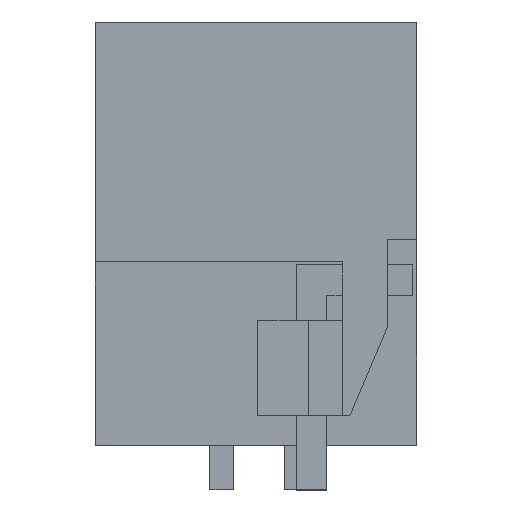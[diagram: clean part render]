
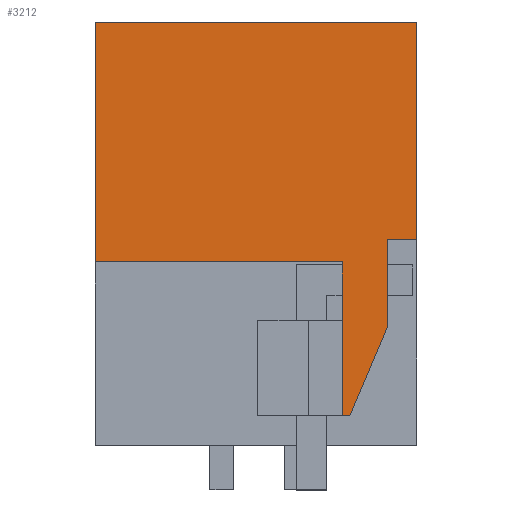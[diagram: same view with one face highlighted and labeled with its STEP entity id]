
A CAD part, left-side view. The second image highlights one B-rep face of the part: STEP entity #3212.
In plain terms, the highlighted planar face has unit normal (-1, 0, 0).
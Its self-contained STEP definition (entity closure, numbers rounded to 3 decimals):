
#3159=AXIS2_PLACEMENT_3D('Plane Axis2P3D',#3156,#3157,#3158) ;
#183=CARTESIAN_POINT('Vertex',(0.,10.8,15.7)) ;
#186=CARTESIAN_POINT('Line Origine',(0.,5.4,15.7)) ;
#190=CARTESIAN_POINT('Vertex',(0.,0.,15.7)) ;
#1469=CARTESIAN_POINT('Line Origine',(0.,0.,12.05)) ;
#1473=CARTESIAN_POINT('Vertex',(0.,0.,8.4)) ;
#2049=CARTESIAN_POINT('Vertex',(0.,10.8,7.65)) ;
#2052=CARTESIAN_POINT('Line Origine',(0.,10.8,11.675)) ;
#3156=CARTESIAN_POINT('Axis2P3D Location',(0.,10.8,-2.)) ;
#3161=CARTESIAN_POINT('Line Origine',(0.,6.65,7.65)) ;
#3165=CARTESIAN_POINT('Vertex',(0.,2.5,7.65)) ;
#3168=CARTESIAN_POINT('Line Origine',(0.,2.5,5.075)) ;
#3172=CARTESIAN_POINT('Vertex',(0.,2.5,2.5)) ;
#3175=CARTESIAN_POINT('Line Origine',(0.,2.375,2.5)) ;
#3179=CARTESIAN_POINT('Vertex',(0.,2.25,2.5)) ;
#3182=CARTESIAN_POINT('Line Origine',(0.,1.623,3.979)) ;
#3186=CARTESIAN_POINT('Vertex',(0.,0.997,5.458)) ;
#3189=CARTESIAN_POINT('Line Origine',(0.,0.997,6.929)) ;
#3193=CARTESIAN_POINT('Vertex',(0.,0.997,8.4)) ;
#3196=CARTESIAN_POINT('Line Origine',(0.,0.498,8.4)) ;
#187=DIRECTION('Vector Direction',(0.,-1.,0.)) ;
#1470=DIRECTION('Vector Direction',(0.,0.,1.)) ;
#2053=DIRECTION('Vector Direction',(0.,0.,1.)) ;
#3157=DIRECTION('Axis2P3D Direction',(-1.,0.,0.)) ;
#3158=DIRECTION('Axis2P3D XDirection',(0.,-1.,0.)) ;
#3162=DIRECTION('Vector Direction',(0.,1.,0.)) ;
#3169=DIRECTION('Vector Direction',(0.,0.,1.)) ;
#3176=DIRECTION('Vector Direction',(0.,-1.,0.)) ;
#3183=DIRECTION('Vector Direction',(0.,0.39,-0.921)) ;
#3190=DIRECTION('Vector Direction',(0.,0.,1.)) ;
#3197=DIRECTION('Vector Direction',(0.,-1.,0.)) ;
#188=VECTOR('Line Direction',#187,1.) ;
#1471=VECTOR('Line Direction',#1470,1.) ;
#2054=VECTOR('Line Direction',#2053,1.) ;
#3163=VECTOR('Line Direction',#3162,1.) ;
#3170=VECTOR('Line Direction',#3169,1.) ;
#3177=VECTOR('Line Direction',#3176,1.) ;
#3184=VECTOR('Line Direction',#3183,1.) ;
#3191=VECTOR('Line Direction',#3190,1.) ;
#3198=VECTOR('Line Direction',#3197,1.) ;
#3202=ORIENTED_EDGE('',*,*,#1475,.T.) ;
#3203=ORIENTED_EDGE('',*,*,#192,.T.) ;
#3204=ORIENTED_EDGE('',*,*,#2056,.T.) ;
#3205=ORIENTED_EDGE('',*,*,#3167,.F.) ;
#3206=ORIENTED_EDGE('',*,*,#3174,.F.) ;
#3207=ORIENTED_EDGE('',*,*,#3181,.F.) ;
#3208=ORIENTED_EDGE('',*,*,#3188,.F.) ;
#3209=ORIENTED_EDGE('',*,*,#3195,.F.) ;
#3210=ORIENTED_EDGE('',*,*,#3200,.F.) ;
#3212=ADVANCED_FACE('HOUSING',(#3211),#3160,.T.) ;
#192=EDGE_CURVE('',#191,#184,#189,.F.) ;
#1475=EDGE_CURVE('',#1474,#191,#1472,.T.) ;
#2056=EDGE_CURVE('',#184,#2050,#2055,.F.) ;
#3167=EDGE_CURVE('',#3166,#2050,#3164,.T.) ;
#3174=EDGE_CURVE('',#3173,#3166,#3171,.T.) ;
#3181=EDGE_CURVE('',#3180,#3173,#3178,.F.) ;
#3188=EDGE_CURVE('',#3187,#3180,#3185,.T.) ;
#3195=EDGE_CURVE('',#3194,#3187,#3192,.F.) ;
#3200=EDGE_CURVE('',#1474,#3194,#3199,.F.) ;
#3201=EDGE_LOOP('',(#3202,#3203,#3204,#3205,#3206,#3207,#3208,#3209,#3210)) ;
#3211=FACE_OUTER_BOUND('',#3201,.T.) ;
#189=LINE('Line',#186,#188) ;
#1472=LINE('Line',#1469,#1471) ;
#2055=LINE('Line',#2052,#2054) ;
#3164=LINE('Line',#3161,#3163) ;
#3171=LINE('Line',#3168,#3170) ;
#3178=LINE('Line',#3175,#3177) ;
#3185=LINE('Line',#3182,#3184) ;
#3192=LINE('Line',#3189,#3191) ;
#3199=LINE('Line',#3196,#3198) ;
#3160=PLANE('',#3159) ;
#184=VERTEX_POINT('',#183) ;
#191=VERTEX_POINT('',#190) ;
#1474=VERTEX_POINT('',#1473) ;
#2050=VERTEX_POINT('',#2049) ;
#3166=VERTEX_POINT('',#3165) ;
#3173=VERTEX_POINT('',#3172) ;
#3180=VERTEX_POINT('',#3179) ;
#3187=VERTEX_POINT('',#3186) ;
#3194=VERTEX_POINT('',#3193) ;
